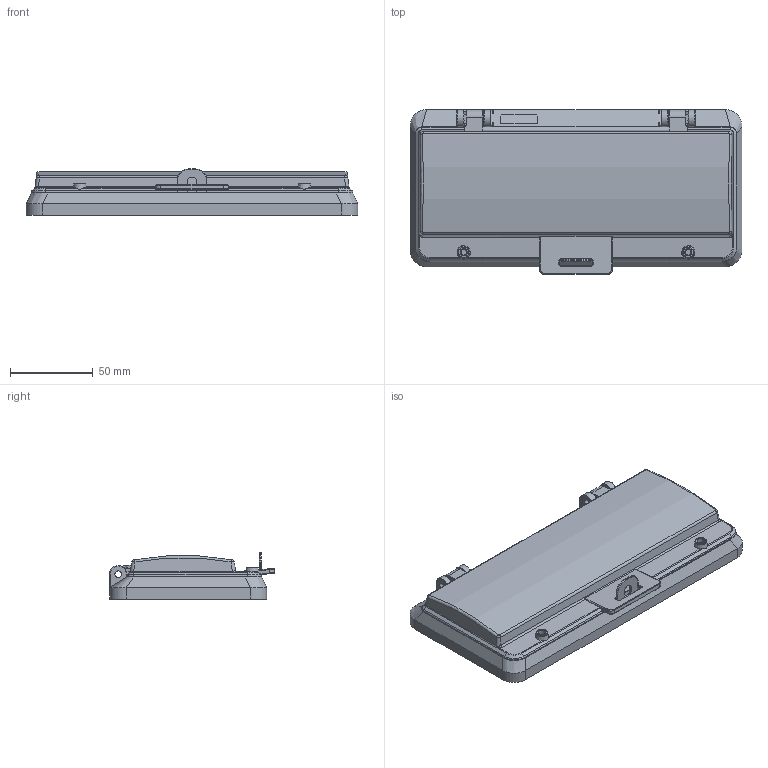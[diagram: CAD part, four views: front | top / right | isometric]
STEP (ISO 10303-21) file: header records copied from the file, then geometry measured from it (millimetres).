
FILE_DESCRIPTION(/* description */ (''),/* implementation_level */ '2;1');
FILE_NAME(/* name */ '12A.stp',/* time_stamp */ '2023-03-22T16:46:20+08:00',/* author */ (''),/* organization */ (''),/* preprocessor_version */ 'ST-DEVELOPER v16.7',/* originating_system */ 'SIEMENS PLM Software NX 12.0',/* authorisation */ '');
FILE_SCHEMA (('AUTOMOTIVE_DESIGN { 1 0 10303 214 3 1 1 1 }'));
Length unit declared in the file: millimetre
Products named in the file (1): 181DCA5FCwgp0
Bounding box: 201 x 99.87 x 27.93 mm (x, y, z)
Volume: 116612.2 mm3; surface area: 108497.9 mm2
Topology: 2 solids, 2 shells, 992 faces, 2715 edges, 1758 vertices
Faces by surface type: plane 644, cylinder 246, bspline 42, torus 36, cone 20, sphere 4
Full cylindrical faces by diameter (mm): 1.5 x4, 3 x1, 3.2 x4, 3.5 x2, 4.05 x4, 4.5 x2, 6.5 x2
Entity records: 32076 total; most frequent: CARTESIAN_POINT 6822, ORIENTED_EDGE 5352, DIRECTION 5048, EDGE_CURVE 2676, LINE 1984, VECTOR 1984, VERTEX_POINT 1744, AXIS2_PLACEMENT_3D 1532
